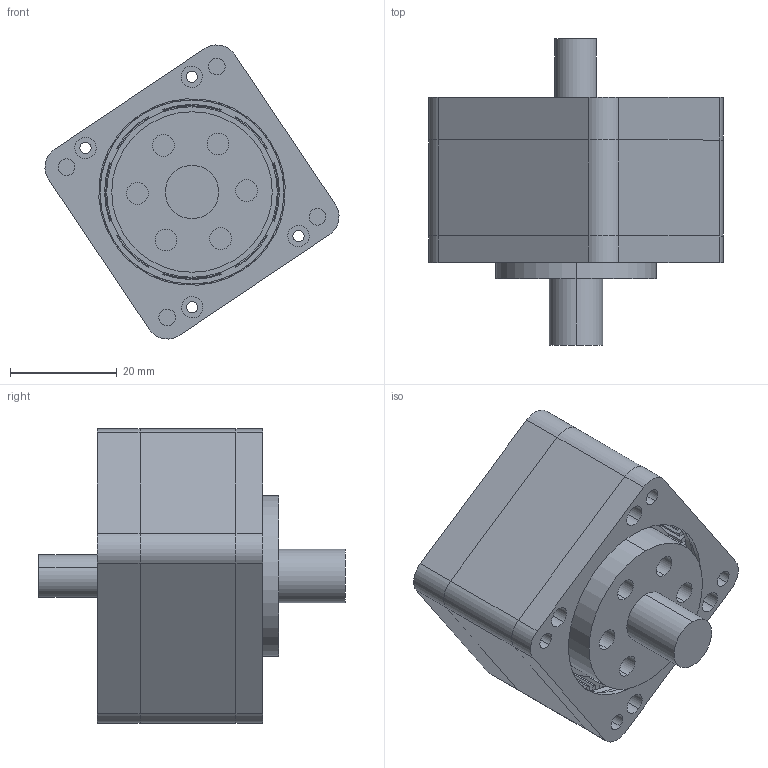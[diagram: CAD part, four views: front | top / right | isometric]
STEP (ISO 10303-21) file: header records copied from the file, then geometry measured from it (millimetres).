
FILE_DESCRIPTION (( 'STEP AP203' ), '1' );
FILE_NAME ('42减速器第三版总成.STEP', '2024-10-27T13:34:41', ( 'Windows 用户' ), ( '微软中国' ), 'SwSTEP 2.0', 'SolidWorks 2023', '' );
FILE_SCHEMA (( 'CONFIG_CONTROL_DESIGN' ));
Length unit declared in the file: millimetre
Products named in the file (7): 42柔轮内第三版; 42柔轮第三版; 42钢轮第三版; 42减速器第三版总成; 42顶盖第三版; 42波发生器第三版; 42底盖第三版
Assembly tree (6 placements, depth 2):
  42减速器第三版总成
    42柔轮第三版
    42钢轮第三版
    42波发生器第三版
    42底盖第三版
    42顶盖第三版
    42柔轮内第三版
Bounding box: 55.15 x 57.5 x 55.15 mm (x, y, z)
Volume: 41704.9 mm3; surface area: 30635.8 mm2
Topology: 6 solids, 6 shells, 828 faces, 2335 edges, 1548 vertices
Faces by surface type: cylinder 451, bspline 260, plane 104, torus 9, cone 4
Entity records: 36470 total; most frequent: CARTESIAN_POINT 15035, ORIENTED_EDGE 4670, DIRECTION 3932, EDGE_CURVE 2335, VERTEX_POINT 1548, AXIS2_PLACEMENT_3D 1536, CIRCLE 959, EDGE_LOOP 921
